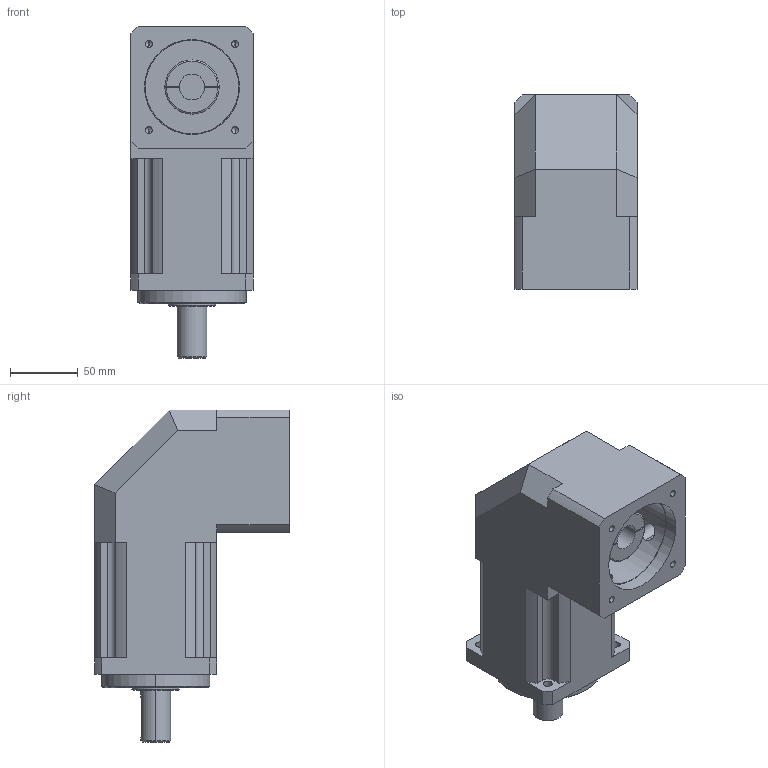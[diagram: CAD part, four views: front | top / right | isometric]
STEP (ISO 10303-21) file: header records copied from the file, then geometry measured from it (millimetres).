
FILE_DESCRIPTION (( 'STEP AP203' ), '1' );
FILE_NAME ('ABR90-L2-K-19-70-90.STEP', '2022-06-16T07:44:10', ( 'PC' ), ( 'Microsoft' ), 'SwSTEP 2.0', 'SolidWorks 2016', '' );
FILE_SCHEMA (( 'CONFIG_CONTROL_DESIGN' ));
Length unit declared in the file: millimetre
Products named in the file (1): ABR90-L2-K-19-70-90
Bounding box: 90 x 143.5 x 244.8 mm (x, y, z)
Volume: 1630116.5 mm3; surface area: 122997.9 mm2
Topology: 1 solids, 1 shells, 123 faces, 324 edges, 206 vertices
Faces by surface type: cylinder 57, plane 50, cone 14, torus 2
Entity records: 4099 total; most frequent: CARTESIAN_POINT 905, DIRECTION 676, ORIENTED_EDGE 632, EDGE_CURVE 316, AXIS2_PLACEMENT_3D 247, VERTEX_POINT 206, VECTOR 182, LINE 182
